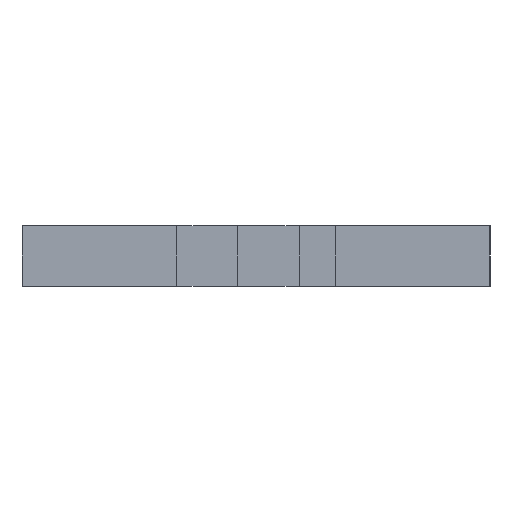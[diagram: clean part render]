
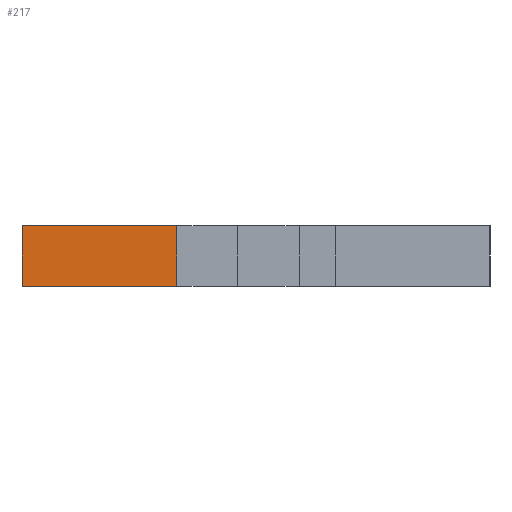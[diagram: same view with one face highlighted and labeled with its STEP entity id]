
A CAD part, left-side view. The second image highlights one B-rep face of the part: STEP entity #217.
In plain terms, the highlighted planar face has unit normal (-1, 0, 0).
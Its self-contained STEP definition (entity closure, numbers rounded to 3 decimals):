
#48 = ORIENTED_EDGE ( 'NONE', *, *, #860, .T. ) ;
#49 = CARTESIAN_POINT ( 'NONE',  ( -54.64, 19.61, 3.7 ) ) ;
#66 = DIRECTION ( 'NONE',  ( 0., 0., -1. ) ) ;
#77 = CARTESIAN_POINT ( 'NONE',  ( -54.64, 19.61, 3.7 ) ) ;
#185 = EDGE_CURVE ( 'NONE', #929, #1652, #1537, .T. ) ;
#207 = DIRECTION ( 'NONE',  ( 0., 0., -1. ) ) ;
#217 = ADVANCED_FACE ( 'NONE', ( #1432 ), #1168, .F. ) ;
#323 = CARTESIAN_POINT ( 'NONE',  ( -54.64, 19.61, 0. ) ) ;
#324 = CARTESIAN_POINT ( 'NONE',  ( -54.64, 10.11, 3.7 ) ) ;
#364 = AXIS2_PLACEMENT_3D ( 'NONE', #1577, #1466, #207 ) ;
#384 = ORIENTED_EDGE ( 'NONE', *, *, #502, .F. ) ;
#386 = CARTESIAN_POINT ( 'NONE',  ( -54.64, 19.61, 0. ) ) ;
#464 = DIRECTION ( 'NONE',  ( 0., 0., -1. ) ) ;
#482 = CARTESIAN_POINT ( 'NONE',  ( -54.64, 10.11, 0. ) ) ;
#502 = EDGE_CURVE ( 'NONE', #1652, #1076, #1673, .T. ) ;
#593 = DIRECTION ( 'NONE',  ( 0., -1., 0. ) ) ;
#651 = EDGE_LOOP ( 'NONE', ( #48, #384, #1127, #812 ) ) ;
#685 = VECTOR ( 'NONE', #593, 1000. ) ;
#712 = VERTEX_POINT ( 'NONE', #323 ) ;
#719 = EDGE_CURVE ( 'NONE', #929, #712, #1421, .T. ) ;
#812 = ORIENTED_EDGE ( 'NONE', *, *, #719, .T. ) ;
#860 = EDGE_CURVE ( 'NONE', #712, #1076, #1199, .T. ) ;
#864 = VECTOR ( 'NONE', #66, 1000. ) ;
#929 = VERTEX_POINT ( 'NONE', #961 ) ;
#961 = CARTESIAN_POINT ( 'NONE',  ( -54.64, 19.61, 3.7 ) ) ;
#1076 = VERTEX_POINT ( 'NONE', #482 ) ;
#1127 = ORIENTED_EDGE ( 'NONE', *, *, #185, .F. ) ;
#1168 = PLANE ( 'NONE',  #364 ) ;
#1199 = LINE ( 'NONE', #386, #1684 ) ;
#1410 = VECTOR ( 'NONE', #464, 1000. ) ;
#1421 = LINE ( 'NONE', #77, #864 ) ;
#1432 = FACE_OUTER_BOUND ( 'NONE', #651, .T. ) ;
#1450 = DIRECTION ( 'NONE',  ( 0., -1., 0. ) ) ;
#1466 = DIRECTION ( 'NONE',  ( 1., 0., 0. ) ) ;
#1503 = CARTESIAN_POINT ( 'NONE',  ( -54.64, 10.11, 3.7 ) ) ;
#1537 = LINE ( 'NONE', #49, #685 ) ;
#1577 = CARTESIAN_POINT ( 'NONE',  ( -54.64, 19.61, 3.7 ) ) ;
#1652 = VERTEX_POINT ( 'NONE', #1503 ) ;
#1673 = LINE ( 'NONE', #324, #1410 ) ;
#1684 = VECTOR ( 'NONE', #1450, 1000. ) ;
